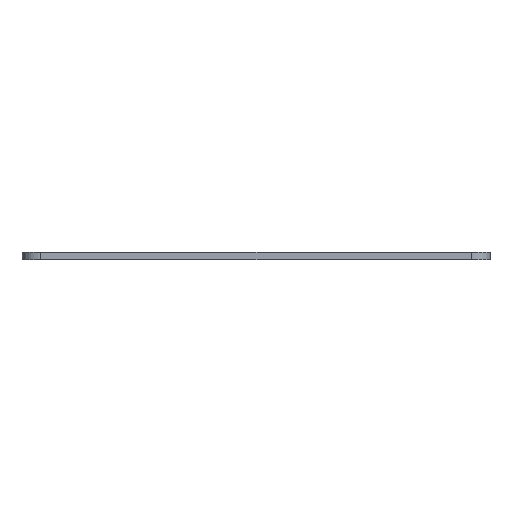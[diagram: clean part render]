
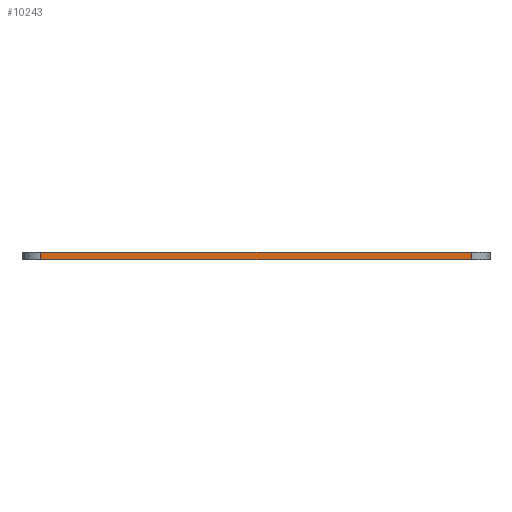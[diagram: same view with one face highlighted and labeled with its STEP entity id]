
A CAD part, left-side view. The second image highlights one B-rep face of the part: STEP entity #10243.
In plain terms, the highlighted planar face has unit normal (-1, 0, 0).
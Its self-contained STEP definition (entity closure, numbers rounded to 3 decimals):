
#84 = PLANE('',#85);
#85 = AXIS2_PLACEMENT_3D('',#86,#87,#88);
#86 = CARTESIAN_POINT('',(122.555,-97.79,1.6));
#87 = DIRECTION('',(0.,0.,1.));
#88 = DIRECTION('',(1.,0.,-0.));
#139 = PLANE('',#140);
#140 = AXIS2_PLACEMENT_3D('',#141,#142,#143);
#141 = CARTESIAN_POINT('',(122.555,-97.79,0.));
#142 = DIRECTION('',(0.,0.,1.));
#143 = DIRECTION('',(1.,0.,-0.));
#248 = CYLINDRICAL_SURFACE('',#249,4.064);
#249 = AXIS2_PLACEMENT_3D('',#250,#251,#252);
#250 = CARTESIAN_POINT('',(52.959,-51.689,0.));
#251 = DIRECTION('',(-0.,-0.,-1.));
#252 = DIRECTION('',(1.,0.,-0.));
#309 = VERTEX_POINT('',#310);
#310 = CARTESIAN_POINT('',(48.895,-51.689,0.));
#332 = EDGE_CURVE('',#333,#309,#335,.T.);
#333 = VERTEX_POINT('',#334);
#334 = CARTESIAN_POINT('',(48.895,-143.891,0.));
#335 = SURFACE_CURVE('',#336,(#340,#347),.PCURVE_S1.);
#336 = LINE('',#337,#338);
#337 = CARTESIAN_POINT('',(48.895,-143.891,0.));
#338 = VECTOR('',#339,1.);
#339 = DIRECTION('',(0.,1.,0.));
#340 = PCURVE('',#139,#341);
#341 = DEFINITIONAL_REPRESENTATION('',(#342),#346);
#342 = LINE('',#343,#344);
#343 = CARTESIAN_POINT('',(-73.66,-46.101));
#344 = VECTOR('',#345,1.);
#345 = DIRECTION('',(0.,1.));
#346 = ( GEOMETRIC_REPRESENTATION_CONTEXT(2) 
PARAMETRIC_REPRESENTATION_CONTEXT() REPRESENTATION_CONTEXT('2D SPACE',''
  ) );
#347 = PCURVE('',#348,#353);
#348 = PLANE('',#349);
#349 = AXIS2_PLACEMENT_3D('',#350,#351,#352);
#350 = CARTESIAN_POINT('',(48.895,-143.891,0.));
#351 = DIRECTION('',(-1.,0.,0.));
#352 = DIRECTION('',(0.,1.,0.));
#353 = DEFINITIONAL_REPRESENTATION('',(#354),#358);
#354 = LINE('',#355,#356);
#355 = CARTESIAN_POINT('',(0.,0.));
#356 = VECTOR('',#357,1.);
#357 = DIRECTION('',(1.,0.));
#358 = ( GEOMETRIC_REPRESENTATION_CONTEXT(2) 
PARAMETRIC_REPRESENTATION_CONTEXT() REPRESENTATION_CONTEXT('2D SPACE',''
  ) );
#377 = CYLINDRICAL_SURFACE('',#378,4.064);
#378 = AXIS2_PLACEMENT_3D('',#379,#380,#381);
#379 = CARTESIAN_POINT('',(52.959,-143.891,0.));
#380 = DIRECTION('',(-0.,-0.,-1.));
#381 = DIRECTION('',(1.,0.,-0.));
#5669 = VERTEX_POINT('',#5670);
#5670 = CARTESIAN_POINT('',(48.895,-51.689,1.6));
#5692 = EDGE_CURVE('',#5693,#5669,#5695,.T.);
#5693 = VERTEX_POINT('',#5694);
#5694 = CARTESIAN_POINT('',(48.895,-143.891,1.6));
#5695 = SURFACE_CURVE('',#5696,(#5700,#5707),.PCURVE_S1.);
#5696 = LINE('',#5697,#5698);
#5697 = CARTESIAN_POINT('',(48.895,-143.891,1.6));
#5698 = VECTOR('',#5699,1.);
#5699 = DIRECTION('',(0.,1.,0.));
#5700 = PCURVE('',#84,#5701);
#5701 = DEFINITIONAL_REPRESENTATION('',(#5702),#5706);
#5702 = LINE('',#5703,#5704);
#5703 = CARTESIAN_POINT('',(-73.66,-46.101));
#5704 = VECTOR('',#5705,1.);
#5705 = DIRECTION('',(0.,1.));
#5706 = ( GEOMETRIC_REPRESENTATION_CONTEXT(2) 
PARAMETRIC_REPRESENTATION_CONTEXT() REPRESENTATION_CONTEXT('2D SPACE',''
  ) );
#5707 = PCURVE('',#348,#5708);
#5708 = DEFINITIONAL_REPRESENTATION('',(#5709),#5713);
#5709 = LINE('',#5710,#5711);
#5710 = CARTESIAN_POINT('',(0.,-1.6));
#5711 = VECTOR('',#5712,1.);
#5712 = DIRECTION('',(1.,0.));
#5713 = ( GEOMETRIC_REPRESENTATION_CONTEXT(2) 
PARAMETRIC_REPRESENTATION_CONTEXT() REPRESENTATION_CONTEXT('2D SPACE',''
  ) );
#10195 = EDGE_CURVE('',#309,#5669,#10196,.T.);
#10196 = SURFACE_CURVE('',#10197,(#10201,#10208),.PCURVE_S1.);
#10197 = LINE('',#10198,#10199);
#10198 = CARTESIAN_POINT('',(48.895,-51.689,0.));
#10199 = VECTOR('',#10200,1.);
#10200 = DIRECTION('',(0.,0.,1.));
#10201 = PCURVE('',#248,#10202);
#10202 = DEFINITIONAL_REPRESENTATION('',(#10203),#10207);
#10203 = LINE('',#10204,#10205);
#10204 = CARTESIAN_POINT('',(-3.142,0.));
#10205 = VECTOR('',#10206,1.);
#10206 = DIRECTION('',(-0.,-1.));
#10207 = ( GEOMETRIC_REPRESENTATION_CONTEXT(2) 
PARAMETRIC_REPRESENTATION_CONTEXT() REPRESENTATION_CONTEXT('2D SPACE',''
  ) );
#10208 = PCURVE('',#348,#10209);
#10209 = DEFINITIONAL_REPRESENTATION('',(#10210),#10214);
#10210 = LINE('',#10211,#10212);
#10211 = CARTESIAN_POINT('',(92.202,0.));
#10212 = VECTOR('',#10213,1.);
#10213 = DIRECTION('',(0.,-1.));
#10214 = ( GEOMETRIC_REPRESENTATION_CONTEXT(2) 
PARAMETRIC_REPRESENTATION_CONTEXT() REPRESENTATION_CONTEXT('2D SPACE',''
  ) );
#10243 = ADVANCED_FACE('',(#10244),#348,.T.);
#10244 = FACE_BOUND('',#10245,.T.);
#10245 = EDGE_LOOP('',(#10246,#10267,#10268,#10269));
#10246 = ORIENTED_EDGE('',*,*,#10247,.T.);
#10247 = EDGE_CURVE('',#333,#5693,#10248,.T.);
#10248 = SURFACE_CURVE('',#10249,(#10253,#10260),.PCURVE_S1.);
#10249 = LINE('',#10250,#10251);
#10250 = CARTESIAN_POINT('',(48.895,-143.891,0.));
#10251 = VECTOR('',#10252,1.);
#10252 = DIRECTION('',(0.,0.,1.));
#10253 = PCURVE('',#348,#10254);
#10254 = DEFINITIONAL_REPRESENTATION('',(#10255),#10259);
#10255 = LINE('',#10256,#10257);
#10256 = CARTESIAN_POINT('',(0.,0.));
#10257 = VECTOR('',#10258,1.);
#10258 = DIRECTION('',(0.,-1.));
#10259 = ( GEOMETRIC_REPRESENTATION_CONTEXT(2) 
PARAMETRIC_REPRESENTATION_CONTEXT() REPRESENTATION_CONTEXT('2D SPACE',''
  ) );
#10260 = PCURVE('',#377,#10261);
#10261 = DEFINITIONAL_REPRESENTATION('',(#10262),#10266);
#10262 = LINE('',#10263,#10264);
#10263 = CARTESIAN_POINT('',(-3.142,0.));
#10264 = VECTOR('',#10265,1.);
#10265 = DIRECTION('',(-0.,-1.));
#10266 = ( GEOMETRIC_REPRESENTATION_CONTEXT(2) 
PARAMETRIC_REPRESENTATION_CONTEXT() REPRESENTATION_CONTEXT('2D SPACE',''
  ) );
#10267 = ORIENTED_EDGE('',*,*,#5692,.T.);
#10268 = ORIENTED_EDGE('',*,*,#10195,.F.);
#10269 = ORIENTED_EDGE('',*,*,#332,.F.);
